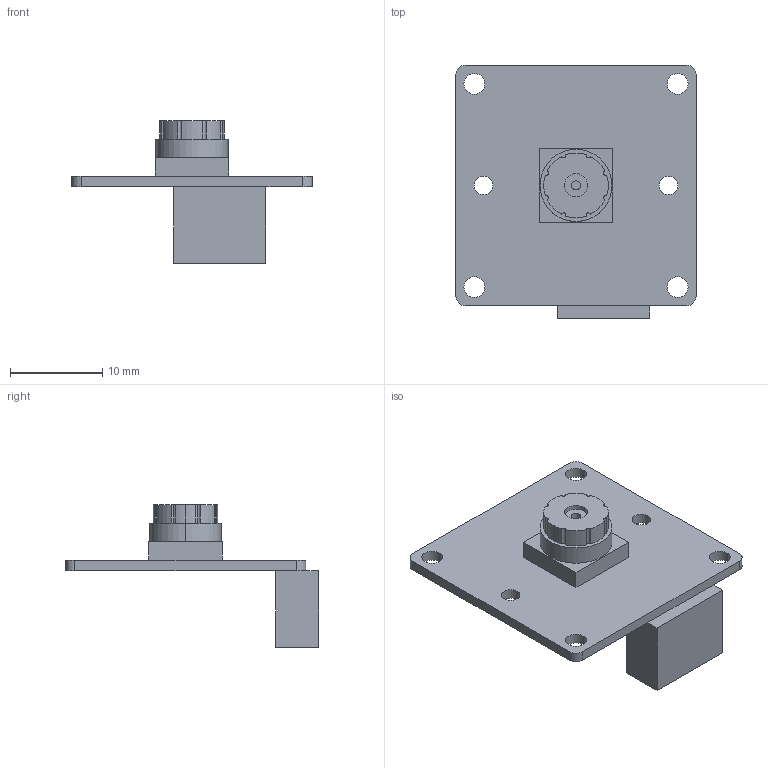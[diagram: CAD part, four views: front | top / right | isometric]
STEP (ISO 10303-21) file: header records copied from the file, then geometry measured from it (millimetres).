
FILE_DESCRIPTION (( 'STEP AP203' ), '1' );
FILE_NAME ('Camera_Default_sldprt.STEP', '2021-01-18T18:42:58', ( '' ), ( '' ), 'SwSTEP 2.0', 'SolidWorks 2020', '' );
FILE_SCHEMA (( 'CONFIG_CONTROL_DESIGN' ));
Length unit declared in the file: millimetre
Products named in the file (1): Camera_Default_sldprt
Bounding box: 26 x 27.4 x 15.44 mm (x, y, z)
Volume: 1426.9 mm3; surface area: 1908.8 mm2
Topology: 1 solids, 1 shells, 64 faces, 169 edges, 112 vertices
Faces by surface type: cylinder 43, plane 21
Entity records: 2124 total; most frequent: DIRECTION 385, CARTESIAN_POINT 346, ORIENTED_EDGE 338, EDGE_CURVE 169, AXIS2_PLACEMENT_3D 151, VERTEX_POINT 112, CIRCLE 86, LINE 83
